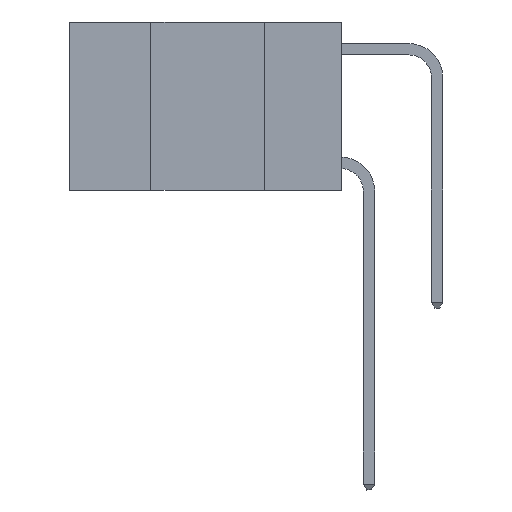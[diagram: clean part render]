
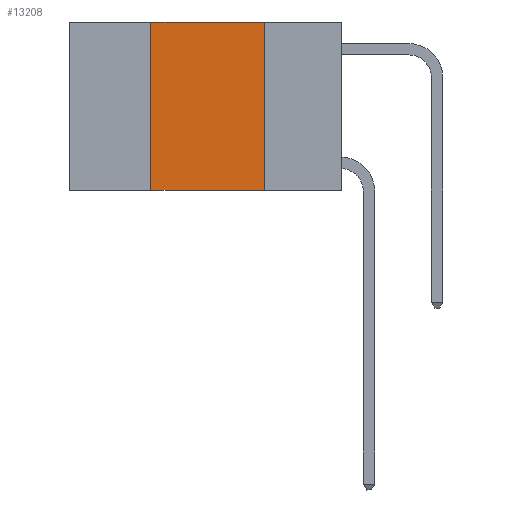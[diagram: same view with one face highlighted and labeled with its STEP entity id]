
A CAD part, left-side view. The second image highlights one B-rep face of the part: STEP entity #13208.
In plain terms, the highlighted planar face has unit normal (-1, 0, 0).
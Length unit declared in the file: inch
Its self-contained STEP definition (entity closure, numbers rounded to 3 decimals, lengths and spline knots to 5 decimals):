
#151 = CARTESIAN_POINT ( 'NONE',  ( 0., 0.42, 0. ) ) ;
#609 = DIRECTION ( 'NONE',  ( 0., -1., 0. ) ) ;
#2483 = VERTEX_POINT ( 'NONE', #22307 ) ;
#3506 = DIRECTION ( 'NONE',  ( 0., 0., 1. ) ) ;
#3814 = CARTESIAN_POINT ( 'NONE',  ( 0., 0.42, -0.37 ) ) ;
#6496 = DIRECTION ( 'NONE',  ( 1., 0., 0. ) ) ;
#6836 = EDGE_CURVE ( 'NONE', #11521, #2483, #12563, .T. ) ;
#7508 = ORIENTED_EDGE ( 'NONE', *, *, #23354, .F. ) ;
#8006 = LINE ( 'NONE', #15497, #12567 ) ;
#8598 = CARTESIAN_POINT ( 'NONE',  ( 0., 0.17, 0. ) ) ;
#9017 = EDGE_CURVE ( 'NONE', #18395, #21446, #13636, .T. ) ;
#10313 = CARTESIAN_POINT ( 'NONE',  ( 0., 0.6, 0. ) ) ;
#10351 = VECTOR ( 'NONE', #22982, 39.37008 ) ;
#11521 = VERTEX_POINT ( 'NONE', #3814 ) ;
#11725 = ORIENTED_EDGE ( 'NONE', *, *, #21081, .T. ) ;
#11967 = DIRECTION ( 'NONE',  ( 0., 0., -1. ) ) ;
#12221 = DIRECTION ( 'NONE',  ( 0., 0., -1. ) ) ;
#12563 = LINE ( 'NONE', #151, #22392 ) ;
#12567 = VECTOR ( 'NONE', #609, 39.37008 ) ;
#12724 = EDGE_LOOP ( 'NONE', ( #14266, #7508, #13719, #11725 ) ) ;
#13208 = ADVANCED_FACE ( 'NONE', ( #17590 ), #19393, .F. ) ;
#13636 = LINE ( 'NONE', #20931, #23528 ) ;
#13719 = ORIENTED_EDGE ( 'NONE', *, *, #6836, .F. ) ;
#14266 = ORIENTED_EDGE ( 'NONE', *, *, #9017, .F. ) ;
#15497 = CARTESIAN_POINT ( 'NONE',  ( 0., 0.6, -0.37 ) ) ;
#16466 = CARTESIAN_POINT ( 'NONE',  ( 0., 0.17, -0.37 ) ) ;
#17590 = FACE_OUTER_BOUND ( 'NONE', #12724, .T. ) ;
#18395 = VERTEX_POINT ( 'NONE', #8598 ) ;
#19393 = PLANE ( 'NONE',  #20430 ) ;
#19410 = CARTESIAN_POINT ( 'NONE',  ( 0., 0.6, 0. ) ) ;
#20430 = AXIS2_PLACEMENT_3D ( 'NONE', #10313, #6496, #12221 ) ;
#20931 = CARTESIAN_POINT ( 'NONE',  ( 0., 0.17, 0. ) ) ;
#21081 = EDGE_CURVE ( 'NONE', #11521, #21446, #8006, .T. ) ;
#21446 = VERTEX_POINT ( 'NONE', #16466 ) ;
#22307 = CARTESIAN_POINT ( 'NONE',  ( 0., 0.42, 0. ) ) ;
#22392 = VECTOR ( 'NONE', #3506, 39.37008 ) ;
#22863 = LINE ( 'NONE', #19410, #10351 ) ;
#22982 = DIRECTION ( 'NONE',  ( 0., -1., 0. ) ) ;
#23354 = EDGE_CURVE ( 'NONE', #2483, #18395, #22863, .T. ) ;
#23528 = VECTOR ( 'NONE', #11967, 39.37008 ) ;
